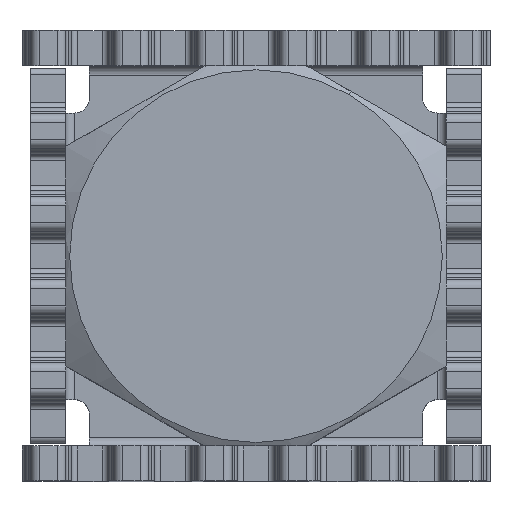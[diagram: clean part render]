
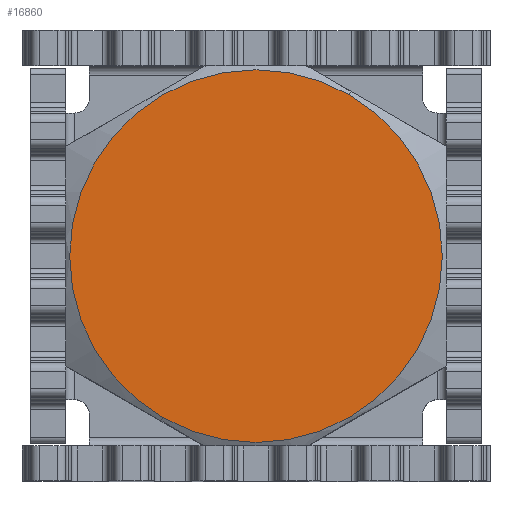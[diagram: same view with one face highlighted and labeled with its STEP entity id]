
A CAD part, top view. The second image highlights one B-rep face of the part: STEP entity #16860.
In plain terms, the highlighted face is planar.
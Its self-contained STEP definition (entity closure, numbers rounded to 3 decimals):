
#325 = DIRECTION ( 'NONE',  ( 1., 0., 0. ) ) ;
#1188 = EDGE_CURVE ( 'NONE', #7255, #16921, #13303, .T. ) ;
#2046 = CARTESIAN_POINT ( 'NONE',  ( -5.5, 0., 0. ) ) ;
#4362 = DIRECTION ( 'NONE',  ( 0., 0., -1. ) ) ;
#5183 = DIRECTION ( 'NONE',  ( 1., 0., 0. ) ) ;
#5407 = EDGE_CURVE ( 'NONE', #16921, #7255, #6417, .T. ) ;
#6417 = CIRCLE ( 'NONE', #13603, 6.37 ) ;
#7255 = VERTEX_POINT ( 'NONE', #7540 ) ;
#7540 = CARTESIAN_POINT ( 'NONE',  ( -5.5, 0., 6.37 ) ) ;
#9824 = PLANE ( 'NONE',  #20325 ) ;
#10659 = CARTESIAN_POINT ( 'NONE',  ( -5.5, 0., 0. ) ) ;
#10725 = DIRECTION ( 'NONE',  ( 1., 0., 0. ) ) ;
#11464 = CARTESIAN_POINT ( 'NONE',  ( -5.5, 0., -6.37 ) ) ;
#12231 = EDGE_LOOP ( 'NONE', ( #18751, #15490 ) ) ;
#13303 = CIRCLE ( 'NONE', #15624, 6.37 ) ;
#13603 = AXIS2_PLACEMENT_3D ( 'NONE', #10659, #10725, #4362 ) ;
#14650 = CARTESIAN_POINT ( 'NONE',  ( -5.5, 0., 0. ) ) ;
#15490 = ORIENTED_EDGE ( 'NONE', *, *, #1188, .F. ) ;
#15624 = AXIS2_PLACEMENT_3D ( 'NONE', #14650, #5183, #16245 ) ;
#15950 = DIRECTION ( 'NONE',  ( 0., 0., -1. ) ) ;
#16245 = DIRECTION ( 'NONE',  ( 0., 0., -1. ) ) ;
#16860 = ADVANCED_FACE ( 'NONE', ( #19875 ), #9824, .F. ) ;
#16921 = VERTEX_POINT ( 'NONE', #11464 ) ;
#18751 = ORIENTED_EDGE ( 'NONE', *, *, #5407, .F. ) ;
#19875 = FACE_OUTER_BOUND ( 'NONE', #12231, .T. ) ;
#20325 = AXIS2_PLACEMENT_3D ( 'NONE', #2046, #325, #15950 ) ;
